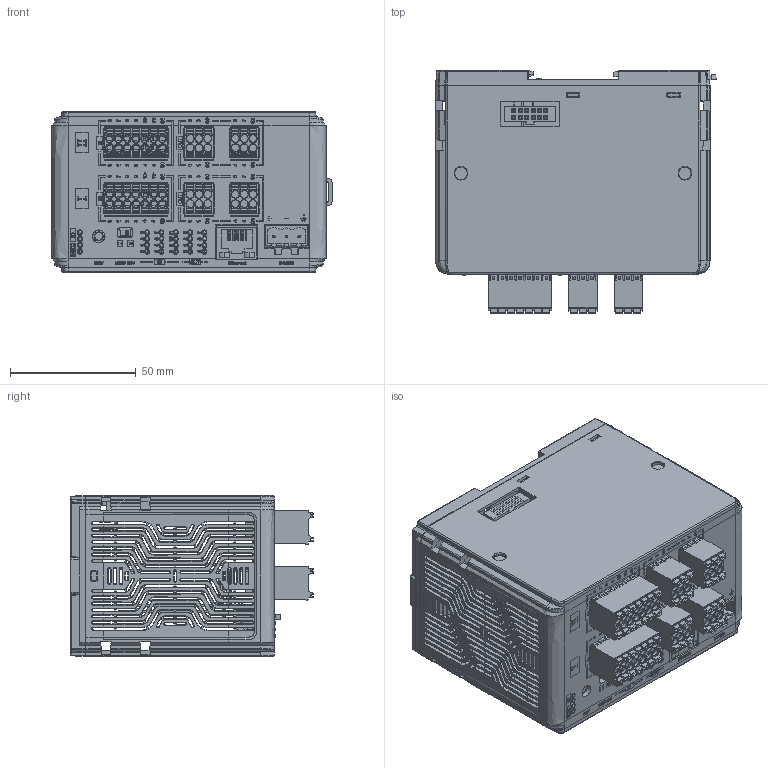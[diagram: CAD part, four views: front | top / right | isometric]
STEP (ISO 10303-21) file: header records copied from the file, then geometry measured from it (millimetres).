
FILE_DESCRIPTION (( 'STEP AP214' ), '1' );
FILE_NAME ('iR-ETN40R.STEP', '2021-04-23T06:34:36', ( '' ), ( '' ), 'SwSTEP 2.0', 'SolidWorks 2019', '' );
FILE_SCHEMA (( 'AUTOMOTIVE_DESIGN' ));
Length unit declared in the file: centimetre
Products named in the file (1): iR-ETN40R
Bounding box: 111.48 x 96.52 x 64 mm (x, y, z)
Surface area: 106629.7 mm2 (no closed solid volume)
Topology: 0 solids, 342 shells, 4520 faces, 21459 edges, 16496 vertices
Faces by surface type: plane 2885, cylinder 702, cone 622, bspline 271, torus 34, sphere 6
Entity records: 302727 total; most frequent: CARTESIAN_POINT 94714, ORIENTED_EDGE 33046, DIRECTION 27065, EDGE_CURVE 21435, VERTEX_POINT 16496, LINE 13379, VECTOR 13379, AXIS2_PLACEMENT_3D 6843
